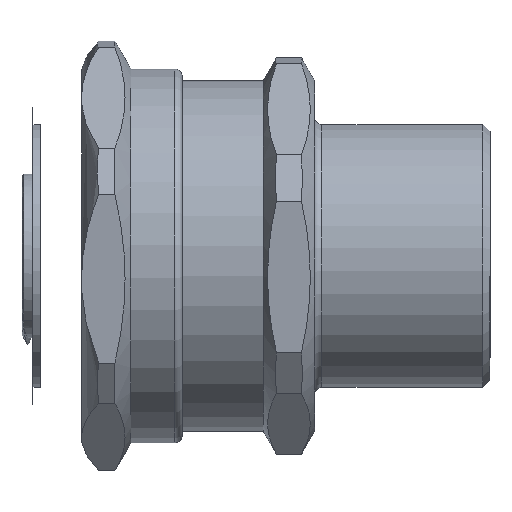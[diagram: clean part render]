
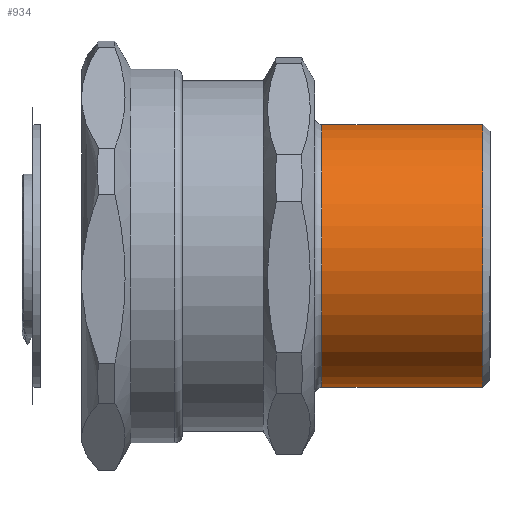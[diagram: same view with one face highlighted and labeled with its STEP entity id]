
A CAD part, left-side view. The second image highlights one B-rep face of the part: STEP entity #934.
In plain terms, the highlighted cylindrical face has radius 9 mm (diameter 18 mm), a full revolution.
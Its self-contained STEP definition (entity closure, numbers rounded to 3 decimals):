
#166=FACE_OUTER_BOUND('',#225,.T.);
#225=EDGE_LOOP('',(#810,#811,#812,#813,#814));
#261=CIRCLE('',#1017,9.);
#266=CIRCLE('',#1039,9.);
#267=CIRCLE('',#1040,9.);
#305=LINE('',#1808,#343);
#343=VECTOR('',#1244,9.);
#424=VERTEX_POINT('',#1762);
#429=VERTEX_POINT('',#1804);
#430=VERTEX_POINT('',#1805);
#537=EDGE_CURVE('',#424,#424,#261,.T.);
#557=EDGE_CURVE('',#429,#430,#266,.T.);
#558=EDGE_CURVE('',#430,#429,#267,.T.);
#559=EDGE_CURVE('',#430,#424,#305,.T.);
#810=ORIENTED_EDGE('',*,*,#557,.F.);
#811=ORIENTED_EDGE('',*,*,#558,.F.);
#812=ORIENTED_EDGE('',*,*,#559,.T.);
#813=ORIENTED_EDGE('',*,*,#537,.T.);
#814=ORIENTED_EDGE('',*,*,#559,.F.);
#831=CYLINDRICAL_SURFACE('',#1038,9.);
#934=ADVANCED_FACE('',(#166),#831,.T.);
#1017=AXIS2_PLACEMENT_3D('',#1763,#1181,#1182);
#1038=AXIS2_PLACEMENT_3D('',#1803,#1238,#1239);
#1039=AXIS2_PLACEMENT_3D('',#1806,#1240,#1241);
#1040=AXIS2_PLACEMENT_3D('',#1807,#1242,#1243);
#1181=DIRECTION('center_axis',(0.,1.,0.));
#1182=DIRECTION('ref_axis',(-0.918,0.,0.396));
#1238=DIRECTION('center_axis',(0.,1.,0.));
#1239=DIRECTION('ref_axis',(-0.918,0.,0.396));
#1240=DIRECTION('center_axis',(0.,1.,0.));
#1241=DIRECTION('ref_axis',(0.918,0.,-0.396));
#1242=DIRECTION('center_axis',(0.,1.,0.));
#1243=DIRECTION('ref_axis',(0.918,0.,-0.396));
#1244=DIRECTION('',(0.,-1.,0.));
#1762=CARTESIAN_POINT('',(94.232,-26.308,80.206));
#1763=CARTESIAN_POINT('Origin',(85.969,-26.308,83.772));
#1803=CARTESIAN_POINT('Origin',(85.969,-20.558,83.772));
#1804=CARTESIAN_POINT('',(82.403,-15.308,75.508));
#1805=CARTESIAN_POINT('',(94.232,-15.308,80.206));
#1806=CARTESIAN_POINT('Origin',(85.969,-15.308,83.772));
#1807=CARTESIAN_POINT('Origin',(85.969,-15.308,83.772));
#1808=CARTESIAN_POINT('',(94.232,-20.558,80.206));
